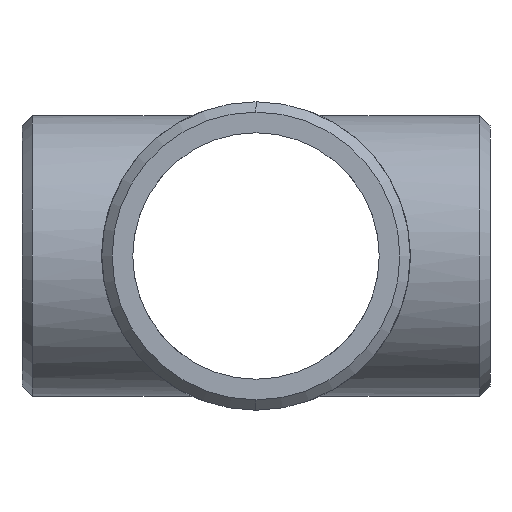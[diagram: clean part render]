
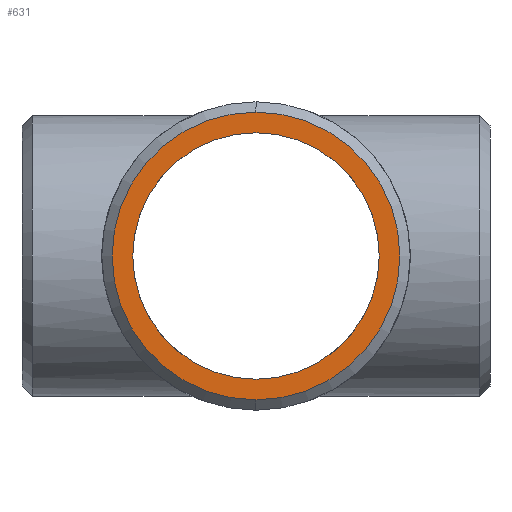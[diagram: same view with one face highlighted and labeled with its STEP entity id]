
A CAD part, left-side view. The second image highlights one B-rep face of the part: STEP entity #631.
In plain terms, the highlighted planar face has unit normal (-1, 0, 0).
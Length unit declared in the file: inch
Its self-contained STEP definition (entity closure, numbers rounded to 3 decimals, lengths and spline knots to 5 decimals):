
#2 = CARTESIAN_POINT ( 'NONE',  ( -11., 0., 5.594 ) ) ;
#54 = CARTESIAN_POINT ( 'NONE',  ( -11., 0., 0. ) ) ;
#58 = AXIS2_PLACEMENT_3D ( 'NONE', #54, #680, #930 ) ;
#144 = ORIENTED_EDGE ( 'NONE', *, *, #1044, .T. ) ;
#169 = DIRECTION ( 'NONE',  ( 1., 0., 0. ) ) ;
#177 = DIRECTION ( 'NONE',  ( 1., 0., 0. ) ) ;
#185 = AXIS2_PLACEMENT_3D ( 'NONE', #1548, #177, #332 ) ;
#236 = VERTEX_POINT ( 'NONE', #1543 ) ;
#290 = CARTESIAN_POINT ( 'NONE',  ( -11., 0., -5.594 ) ) ;
#299 = EDGE_CURVE ( 'NONE', #236, #1054, #920, .T. ) ;
#332 = DIRECTION ( 'NONE',  ( 0., 0., 1. ) ) ;
#393 = ORIENTED_EDGE ( 'NONE', *, *, #1521, .T. ) ;
#407 = CARTESIAN_POINT ( 'NONE',  ( -11., 0., 0. ) ) ;
#445 = VERTEX_POINT ( 'NONE', #2 ) ;
#534 = CARTESIAN_POINT ( 'NONE',  ( -11., 0., 0. ) ) ;
#631 = ADVANCED_FACE ( 'NONE', ( #943, #1410 ), #1302, .T. ) ;
#662 = DIRECTION ( 'NONE',  ( 0., 0., 1. ) ) ;
#664 = AXIS2_PLACEMENT_3D ( 'NONE', #534, #169, #790 ) ;
#680 = DIRECTION ( 'NONE',  ( -1., 0., 0. ) ) ;
#693 = DIRECTION ( 'NONE',  ( 0., 0., 1. ) ) ;
#710 = EDGE_LOOP ( 'NONE', ( #1019, #144 ) ) ;
#790 = DIRECTION ( 'NONE',  ( 0., 0., 1. ) ) ;
#798 = CIRCLE ( 'NONE', #664, 5.594 ) ;
#920 = CIRCLE ( 'NONE', #1565, 6.53133 ) ;
#930 = DIRECTION ( 'NONE',  ( 0., 0., -1. ) ) ;
#943 = FACE_OUTER_BOUND ( 'NONE', #1129, .T. ) ;
#958 = CARTESIAN_POINT ( 'NONE',  ( -11., 0., -6.53133 ) ) ;
#963 = CIRCLE ( 'NONE', #185, 5.594 ) ;
#1019 = ORIENTED_EDGE ( 'NONE', *, *, #1579, .T. ) ;
#1044 = EDGE_CURVE ( 'NONE', #1096, #445, #798, .T. ) ;
#1054 = VERTEX_POINT ( 'NONE', #958 ) ;
#1096 = VERTEX_POINT ( 'NONE', #290 ) ;
#1129 = EDGE_LOOP ( 'NONE', ( #393, #1591 ) ) ;
#1154 = DIRECTION ( 'NONE',  ( -1., 0., 0. ) ) ;
#1239 = CIRCLE ( 'NONE', #1394, 6.53133 ) ;
#1302 = PLANE ( 'NONE',  #58 ) ;
#1394 = AXIS2_PLACEMENT_3D ( 'NONE', #1405, #1537, #693 ) ;
#1405 = CARTESIAN_POINT ( 'NONE',  ( -11., 0., 0. ) ) ;
#1410 = FACE_BOUND ( 'NONE', #710, .T. ) ;
#1521 = EDGE_CURVE ( 'NONE', #1054, #236, #1239, .T. ) ;
#1537 = DIRECTION ( 'NONE',  ( -1., 0., 0. ) ) ;
#1543 = CARTESIAN_POINT ( 'NONE',  ( -11., 0., 6.53133 ) ) ;
#1548 = CARTESIAN_POINT ( 'NONE',  ( -11., 0., 0. ) ) ;
#1565 = AXIS2_PLACEMENT_3D ( 'NONE', #407, #1154, #662 ) ;
#1579 = EDGE_CURVE ( 'NONE', #445, #1096, #963, .T. ) ;
#1591 = ORIENTED_EDGE ( 'NONE', *, *, #299, .T. ) ;
